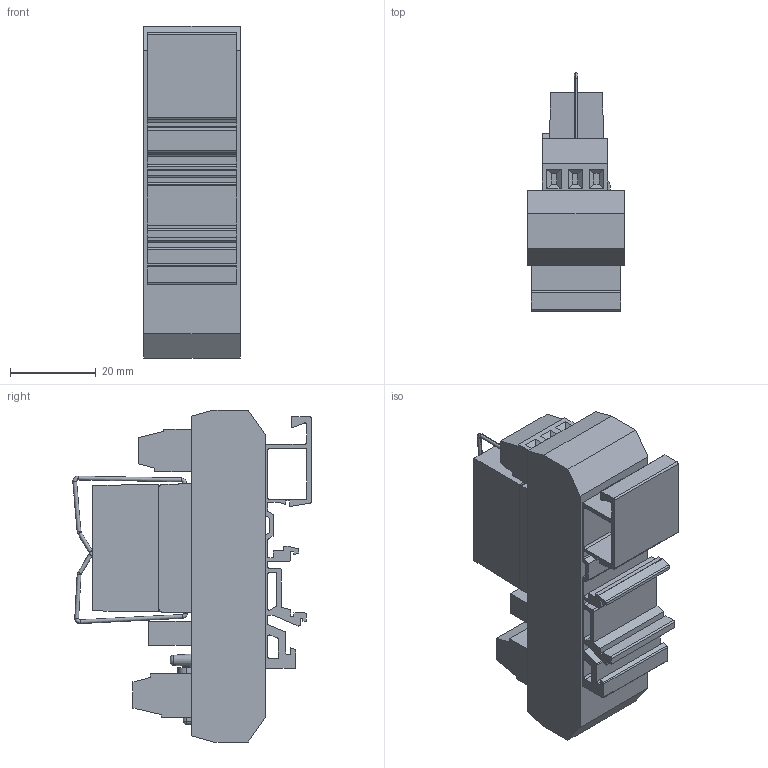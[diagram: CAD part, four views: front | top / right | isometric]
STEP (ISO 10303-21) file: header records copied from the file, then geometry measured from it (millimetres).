
FILE_DESCRIPTION (( 'STEP AP214' ), '1' );
FILE_NAME ('ZL-RLS1-120.step', '2014-11-13T22:37:44', ( '' ), ( '' ), 'SwSTEP 2.0', 'SolidWorks 2014', '' );
FILE_SCHEMA (( 'AUTOMOTIVE_DESIGN' ));
Length unit declared in the file: inch
Products named in the file (1): ZL-RLS1-120
Bounding box: 22.35 x 55.45 x 77.22 mm (x, y, z)
Volume: 44309.3 mm3; surface area: 18021.9 mm2
Topology: 3 solids, 3 shells, 295 faces, 745 edges, 473 vertices
Faces by surface type: plane 203, cylinder 54, bspline 30, torus 6, cone 2
Entity records: 10546 total; most frequent: CARTESIAN_POINT 1892, ORIENTED_EDGE 1490, DIRECTION 1459, EDGE_CURVE 745, LINE 547, VECTOR 547, VERTEX_POINT 473, AXIS2_PLACEMENT_3D 456
